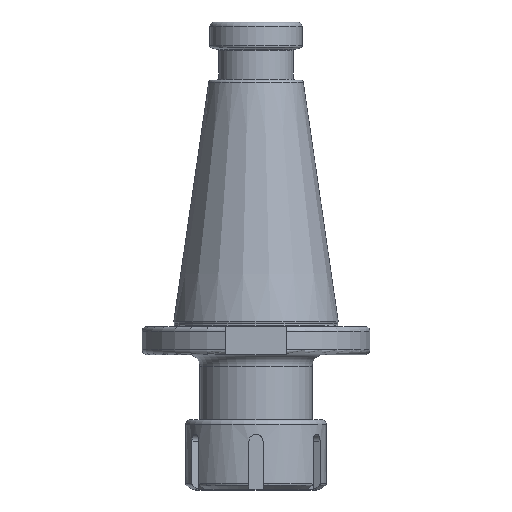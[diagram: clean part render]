
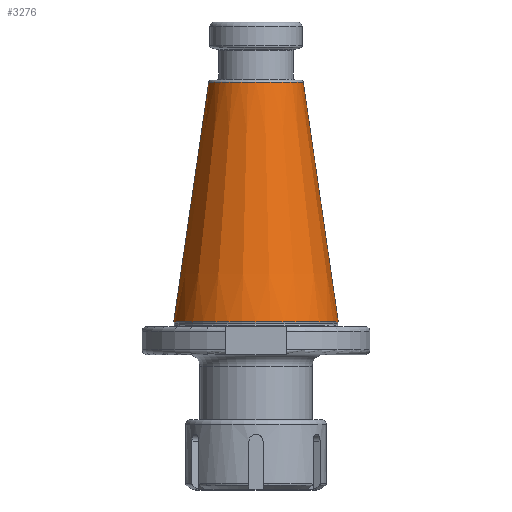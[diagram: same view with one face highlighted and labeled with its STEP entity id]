
A CAD part, left-side view. The second image highlights one B-rep face of the part: STEP entity #3276.
In plain terms, the highlighted conical face has half-angle 8.297 degrees and reference radius 27.65 mm.
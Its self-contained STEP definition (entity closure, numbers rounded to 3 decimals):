
#338=CARTESIAN_POINT('',(0,0,116.173));
#339=DIRECTION('',(0,0,1));
#340=DIRECTION('',(0,1,0));
#341=AXIS2_PLACEMENT_3D('',#338,#339,#340);
#343=DIRECTION('',(0,-0.144,0.99));
#344=VECTOR('',#343,103.254);
#345=CARTESIAN_POINT('',(0,35.1,14));
#346=LINE('',#345,#344);
#347=DIRECTION('',(0,0.144,0.99));
#348=VECTOR('',#347,103.254);
#349=CARTESIAN_POINT('',(0,-35.1,14));
#350=LINE('',#349,#348);
#351=CARTESIAN_POINT('',(0,0,14));
#352=DIRECTION('',(0,0,1));
#353=DIRECTION('',(0,1,0));
#354=AXIS2_PLACEMENT_3D('',#351,#352,#353);
#2315=CARTESIAN_POINT('',(0,35.1,14));
#2316=VERTEX_POINT('',#2315);
#2317=CARTESIAN_POINT('',(0,20.2,116.173));
#2318=VERTEX_POINT('',#2317);
#2355=CARTESIAN_POINT('',(0,-35.1,14));
#2356=VERTEX_POINT('',#2355);
#2357=CARTESIAN_POINT('',(0,-20.2,116.173));
#2358=VERTEX_POINT('',#2357);
#3262=CARTESIAN_POINT('',(0,0,65.087));
#3263=DIRECTION('',(0,0,-1));
#3264=DIRECTION('',(0,-1,0));
#3265=AXIS2_PLACEMENT_3D('',#3262,#3263,#3264);
#3266=CONICAL_SURFACE('',#3265,27.65,8.297);
#3268=ORIENTED_EDGE('',*,*,#3267,.T.);
#3269=ORIENTED_EDGE('',*,*,#3257,.T.);
#3271=ORIENTED_EDGE('',*,*,#3270,.F.);
#3273=ORIENTED_EDGE('',*,*,#3272,.F.);
#3274=EDGE_LOOP('',(#3268,#3269,#3271,#3273));
#3275=FACE_OUTER_BOUND('',#3274,.F.);
#3276=ADVANCED_FACE('',(#3275),#3266,.T.);
#342=CIRCLE('',#341,20.2);
#355=CIRCLE('',#354,35.1);
#3257=EDGE_CURVE('',#2318,#2358,#342,.T.);
#3267=EDGE_CURVE('',#2316,#2318,#346,.T.);
#3270=EDGE_CURVE('',#2356,#2358,#350,.T.);
#3272=EDGE_CURVE('',#2316,#2356,#355,.T.);
